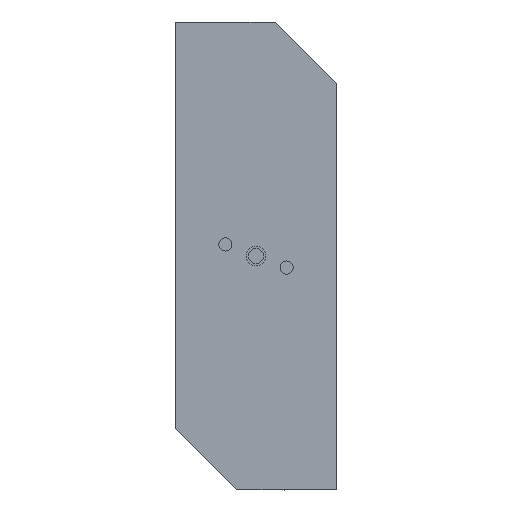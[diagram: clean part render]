
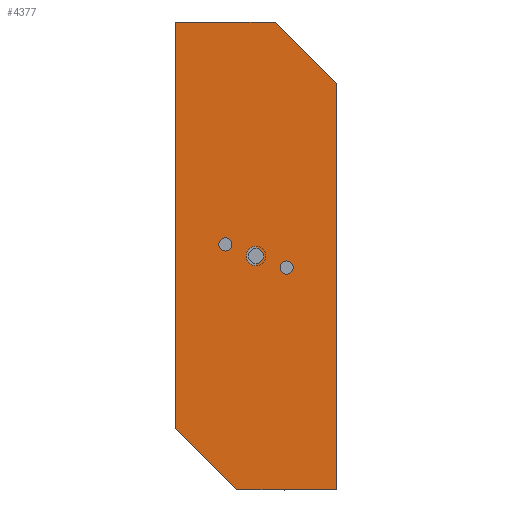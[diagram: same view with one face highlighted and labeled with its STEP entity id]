
A CAD part, front view. The second image highlights one B-rep face of the part: STEP entity #4377.
In plain terms, the highlighted planar face has unit normal (0, -1, 0).
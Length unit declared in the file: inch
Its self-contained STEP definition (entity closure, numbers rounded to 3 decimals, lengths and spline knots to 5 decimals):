
#64=LINE('',#6471,#518);
#66=LINE('',#6475,#520);
#69=LINE('',#6481,#523);
#70=LINE('',#6483,#524);
#71=LINE('',#6485,#525);
#72=LINE('',#6486,#526);
#518=VECTOR('',#5121,1.41421);
#520=VECTOR('',#5125,6.625);
#523=VECTOR('',#5130,1.625);
#524=VECTOR('',#5131,6.625);
#525=VECTOR('',#5132,1.41421);
#526=VECTOR('',#5133,1.625);
#974=FACE_BOUND('',#1357,.T.);
#975=FACE_BOUND('',#1358,.T.);
#976=FACE_BOUND('',#1359,.T.);
#1092=FACE_OUTER_BOUND('',#1356,.T.);
#1356=EDGE_LOOP('',(#2910,#2911,#2912,#2913,#2914,#2915));
#1357=EDGE_LOOP('',(#2916));
#1358=EDGE_LOOP('',(#2917));
#1359=EDGE_LOOP('',(#2918));
#1639=CIRCLE('',#4636,0.1075);
#1640=CIRCLE('',#4638,0.1075);
#1646=CIRCLE('',#4652,0.125);
#1823=VERTEX_POINT('',#6444);
#1824=VERTEX_POINT('',#6447);
#1832=VERTEX_POINT('',#6468);
#1833=VERTEX_POINT('',#6470);
#1834=VERTEX_POINT('',#6474);
#1836=VERTEX_POINT('',#6480);
#1837=VERTEX_POINT('',#6482);
#1838=VERTEX_POINT('',#6484);
#1839=VERTEX_POINT('',#6487);
#2245=EDGE_CURVE('',#1823,#1823,#1639,.T.);
#2246=EDGE_CURVE('',#1824,#1824,#1640,.T.);
#2254=EDGE_CURVE('',#1832,#1833,#64,.T.);
#2256=EDGE_CURVE('',#1834,#1833,#66,.T.);
#2259=EDGE_CURVE('',#1832,#1836,#69,.T.);
#2260=EDGE_CURVE('',#1836,#1837,#70,.T.);
#2261=EDGE_CURVE('',#1838,#1837,#71,.T.);
#2262=EDGE_CURVE('',#1838,#1834,#72,.T.);
#2263=EDGE_CURVE('',#1839,#1839,#1646,.T.);
#2910=ORIENTED_EDGE('',*,*,#2254,.F.);
#2911=ORIENTED_EDGE('',*,*,#2259,.T.);
#2912=ORIENTED_EDGE('',*,*,#2260,.T.);
#2913=ORIENTED_EDGE('',*,*,#2261,.F.);
#2914=ORIENTED_EDGE('',*,*,#2262,.T.);
#2915=ORIENTED_EDGE('',*,*,#2256,.T.);
#2916=ORIENTED_EDGE('',*,*,#2245,.T.);
#2917=ORIENTED_EDGE('',*,*,#2246,.T.);
#2918=ORIENTED_EDGE('',*,*,#2263,.T.);
#4188=PLANE('',#4651);
#4377=ADVANCED_FACE('',(#1092,#974,#975,#976),#4188,.F.);
#4636=AXIS2_PLACEMENT_3D('',#6445,#5091,#5092);
#4638=AXIS2_PLACEMENT_3D('',#6448,#5095,#5096);
#4651=AXIS2_PLACEMENT_3D('',#6479,#5128,#5129);
#4652=AXIS2_PLACEMENT_3D('',#6488,#5134,#5135);
#5091=DIRECTION('center_axis',(0.,1.,0.));
#5092=DIRECTION('ref_axis',(-1.,0.,0.));
#5095=DIRECTION('center_axis',(0.,1.,0.));
#5096=DIRECTION('ref_axis',(-1.,0.,0.));
#5121=DIRECTION('',(-0.707,0.,0.707));
#5125=DIRECTION('',(0.,0.,-1.));
#5128=DIRECTION('center_axis',(0.,1.,0.));
#5129=DIRECTION('ref_axis',(0.,0.,1.));
#5130=DIRECTION('',(1.,0.,0.));
#5131=DIRECTION('',(0.,0.,1.));
#5132=DIRECTION('',(0.707,0.,-0.707));
#5133=DIRECTION('',(-1.,0.,0.));
#5134=DIRECTION('center_axis',(0.,1.,0.));
#5135=DIRECTION('ref_axis',(-1.,0.,0.));
#6444=CARTESIAN_POINT('',(0.607,0.,-0.1875));
#6445=CARTESIAN_POINT('Origin',(0.4995,0.,-0.1875));
#6447=CARTESIAN_POINT('',(-0.392,0.,0.1875));
#6448=CARTESIAN_POINT('Origin',(-0.4995,0.,0.1875));
#6468=CARTESIAN_POINT('',(-0.3125,0.,-3.8125));
#6470=CARTESIAN_POINT('',(-1.3125,0.,-2.8125));
#6471=CARTESIAN_POINT('',(-1.4375,0.,-2.6875));
#6474=CARTESIAN_POINT('',(-1.3125,0.,3.8125));
#6475=CARTESIAN_POINT('',(-1.3125,0.,3.8125));
#6479=CARTESIAN_POINT('Origin',(0.,0.,0.));
#6480=CARTESIAN_POINT('',(1.3125,0.,-3.8125));
#6481=CARTESIAN_POINT('',(-1.3125,0.,-3.8125));
#6482=CARTESIAN_POINT('',(1.3125,0.,2.8125));
#6483=CARTESIAN_POINT('',(1.3125,0.,-3.8125));
#6484=CARTESIAN_POINT('',(0.3125,0.,3.8125));
#6485=CARTESIAN_POINT('',(1.4375,0.,2.6875));
#6486=CARTESIAN_POINT('',(1.3125,0.,3.8125));
#6487=CARTESIAN_POINT('',(0.125,0.,0.));
#6488=CARTESIAN_POINT('Origin',(0.,0.,0.));
